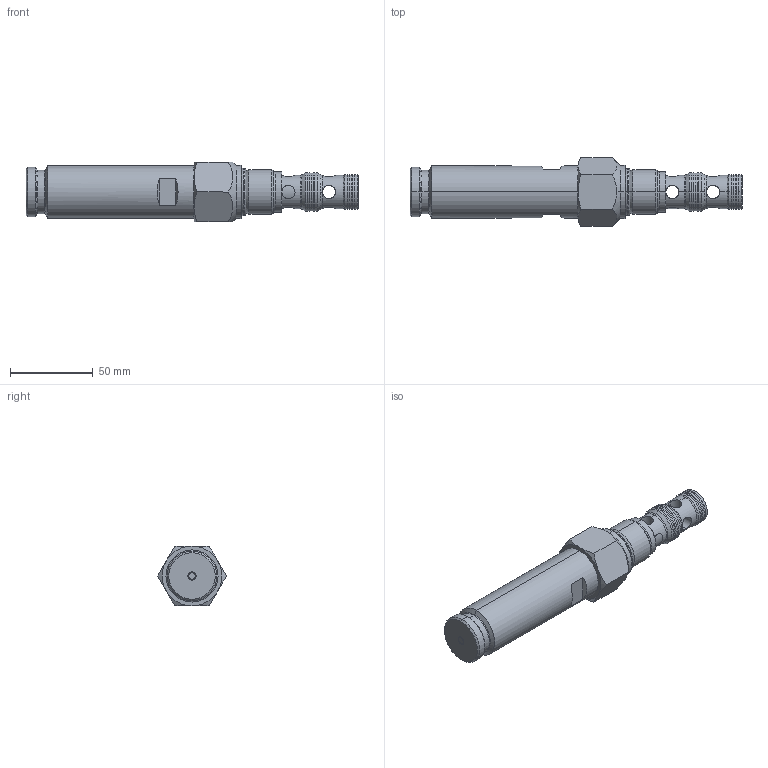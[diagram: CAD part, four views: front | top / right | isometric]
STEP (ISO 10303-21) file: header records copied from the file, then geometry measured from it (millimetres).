
FILE_DESCRIPTION (( 'STEP AP214' ), '1' );
FILE_NAME ('3-2-D3_Wegeventil.STEP', '2016-07-20T12:51:34', ( '' ), ( '' ), 'SwSTEP 2.0', 'SolidWorks 2014', '' );
FILE_SCHEMA (( 'AUTOMOTIVE_DESIGN' ));
Length unit declared in the file: millimetre
Products named in the file (1): 3-2-D3_Wegeventil
Bounding box: 200.4 x 41.57 x 36 mm (x, y, z)
Volume: 132418 mm3; surface area: 21927.9 mm2
Topology: 1 solids, 1 shells, 137 faces, 335 edges, 199 vertices
Faces by surface type: cone 48, cylinder 45, plane 24, bspline 20
Entity records: 6522 total; most frequent: CARTESIAN_POINT 1938, ORIENTED_EDGE 662, DIRECTION 636, EDGE_CURVE 331, AXIS2_PLACEMENT_3D 268, VERTEX_POINT 197, CIRCLE 151, EDGE_LOOP 148
